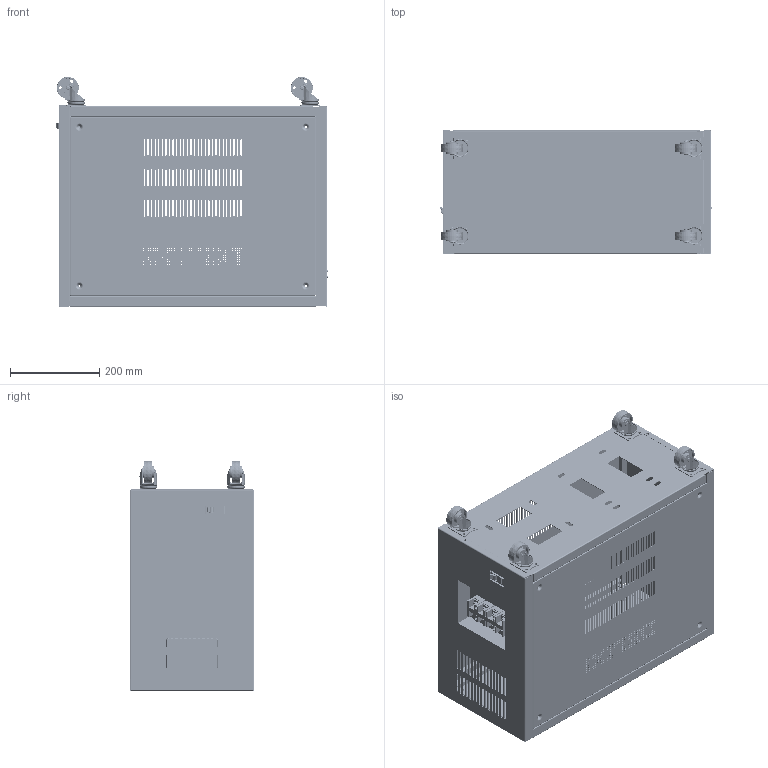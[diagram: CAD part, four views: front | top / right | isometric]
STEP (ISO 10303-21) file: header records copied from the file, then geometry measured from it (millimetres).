
FILE_DESCRIPTION (( 'STEP AP214' ), '1' );
FILE_NAME ('JJW-D15~20KVA三维图-202508.25.STEP', '2025-08-25T01:14:00', ( 'China' ), ( 'Home' ), 'SwSTEP 2.0', 'SolidWorks 2020', '' );
FILE_SCHEMA (( 'AUTOMOTIVE_DESIGN' ));
Length unit declared in the file: millimetre
Products named in the file (12): DZ47等薊諾羲; TC604傷赽; 8530桶殤; JJW-D15~20K菁啣; JJW-D15~20KVA三维图-202508.25; JJW-D15~20耜啣; JJW-D15~20K綴啣; 硌尨腑; 老型脚轮64.5（方向2).stp; JJW-D15~20K階裔啣; JJW-D褒沺; JJW-D15~20K醱啣
Assembly tree (17 placements, depth 2):
  JJW-D15~20KVA三维图-202508.25
    JJW-D15~20K菁啣
    JJW-D15~20K階裔啣
    JJW-D15~20K綴啣
    JJW-D15~20K醱啣
    8530桶殤
    硌尨腑  x2
    DZ47等薊諾羲
    JJW-D15~20耜啣  x2
    JJW-D褒沺  x2
    TC604傷赽
    老型脚轮64.5（方向2).stp  x4
Bounding box: 609.49 x 278 x 514.5 mm (x, y, z)
Volume: 1542443.2 mm3; surface area: 2623621.9 mm2
Topology: 42 solids, 44 shells, 4500 faces, 11984 edges, 7683 vertices
Faces by surface type: cylinder 2085, plane 1785, torus 346, bspline 188, cone 92, sphere 4
Entity records: 105508 total; most frequent: CARTESIAN_POINT 19092, DIRECTION 15842, ORIENTED_EDGE 15338, EDGE_CURVE 7669, AXIS2_PLACEMENT_3D 5526, VERTEX_POINT 4920, LINE 4790, VECTOR 4790
